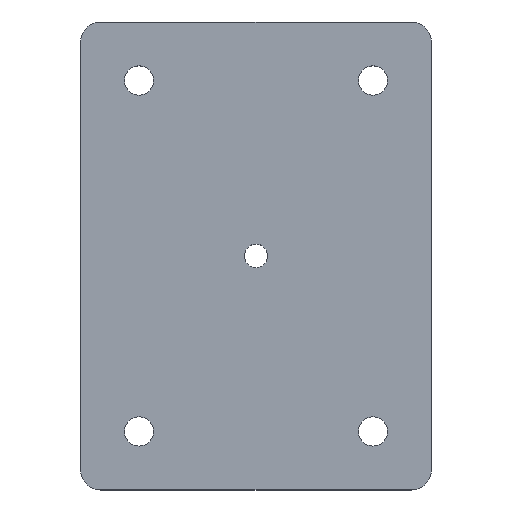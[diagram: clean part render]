
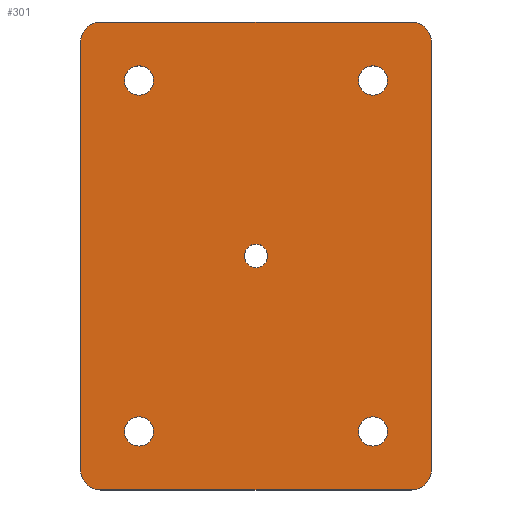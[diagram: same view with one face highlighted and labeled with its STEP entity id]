
A CAD part, top view. The second image highlights one B-rep face of the part: STEP entity #301.
In plain terms, the highlighted planar face has unit normal (0, 0, 1).
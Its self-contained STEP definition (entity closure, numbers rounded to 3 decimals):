
#24=FACE_BOUND('',#70,.T.);
#25=FACE_BOUND('',#71,.T.);
#26=FACE_BOUND('',#72,.T.);
#27=FACE_BOUND('',#73,.T.);
#28=FACE_BOUND('',#74,.T.);
#34=PLANE('',#349);
#49=FACE_OUTER_BOUND('',#69,.T.);
#69=EDGE_LOOP('',(#265,#266,#267,#268,#269,#270,#271,#272));
#70=EDGE_LOOP('',(#273));
#71=EDGE_LOOP('',(#274));
#72=EDGE_LOOP('',(#275));
#73=EDGE_LOOP('',(#276));
#74=EDGE_LOOP('',(#277));
#79=LINE('',#460,#100);
#85=LINE('',#490,#106);
#88=LINE('',#498,#109);
#95=LINE('',#524,#116);
#100=VECTOR('',#367,10.);
#106=VECTOR('',#397,10.);
#109=VECTOR('',#406,10.);
#116=VECTOR('',#439,10.);
#117=CIRCLE('',#318,3.5);
#127=CIRCLE('',#331,3.5);
#128=CIRCLE('',#334,3.5);
#129=CIRCLE('',#337,3.5);
#130=CIRCLE('',#339,2.5);
#131=CIRCLE('',#341,2.5);
#132=CIRCLE('',#343,2.5);
#133=CIRCLE('',#345,2.);
#134=CIRCLE('',#347,2.5);
#135=VERTEX_POINT('',#447);
#136=VERTEX_POINT('',#448);
#140=VERTEX_POINT('',#458);
#151=VERTEX_POINT('',#484);
#152=VERTEX_POINT('',#488);
#153=VERTEX_POINT('',#492);
#154=VERTEX_POINT('',#496);
#155=VERTEX_POINT('',#500);
#156=VERTEX_POINT('',#504);
#157=VERTEX_POINT('',#508);
#158=VERTEX_POINT('',#512);
#159=VERTEX_POINT('',#516);
#160=VERTEX_POINT('',#520);
#161=EDGE_CURVE('',#135,#136,#117,.T.);
#167=EDGE_CURVE('',#135,#140,#79,.T.);
#179=EDGE_CURVE('',#151,#140,#127,.T.);
#182=EDGE_CURVE('',#151,#152,#85,.T.);
#183=EDGE_CURVE('',#153,#152,#128,.T.);
#186=EDGE_CURVE('',#153,#154,#88,.T.);
#187=EDGE_CURVE('',#155,#154,#129,.T.);
#189=EDGE_CURVE('',#156,#156,#130,.T.);
#191=EDGE_CURVE('',#157,#157,#131,.T.);
#193=EDGE_CURVE('',#158,#158,#132,.T.);
#195=EDGE_CURVE('',#159,#159,#133,.T.);
#197=EDGE_CURVE('',#160,#160,#134,.T.);
#199=EDGE_CURVE('',#155,#136,#95,.T.);
#265=ORIENTED_EDGE('',*,*,#161,.F.);
#266=ORIENTED_EDGE('',*,*,#167,.T.);
#267=ORIENTED_EDGE('',*,*,#179,.F.);
#268=ORIENTED_EDGE('',*,*,#182,.T.);
#269=ORIENTED_EDGE('',*,*,#183,.F.);
#270=ORIENTED_EDGE('',*,*,#186,.T.);
#271=ORIENTED_EDGE('',*,*,#187,.F.);
#272=ORIENTED_EDGE('',*,*,#199,.T.);
#273=ORIENTED_EDGE('',*,*,#197,.T.);
#274=ORIENTED_EDGE('',*,*,#195,.T.);
#275=ORIENTED_EDGE('',*,*,#193,.T.);
#276=ORIENTED_EDGE('',*,*,#191,.T.);
#277=ORIENTED_EDGE('',*,*,#189,.T.);
#301=ADVANCED_FACE('',(#49,#24,#25,#26,#27,#28),#34,.T.);
#318=AXIS2_PLACEMENT_3D('',#449,#357,#358);
#331=AXIS2_PLACEMENT_3D('',#485,#391,#392);
#334=AXIS2_PLACEMENT_3D('',#493,#400,#401);
#337=AXIS2_PLACEMENT_3D('',#501,#409,#410);
#339=AXIS2_PLACEMENT_3D('',#505,#414,#415);
#341=AXIS2_PLACEMENT_3D('',#509,#419,#420);
#343=AXIS2_PLACEMENT_3D('',#513,#424,#425);
#345=AXIS2_PLACEMENT_3D('',#517,#429,#430);
#347=AXIS2_PLACEMENT_3D('',#521,#434,#435);
#349=AXIS2_PLACEMENT_3D('',#525,#440,#441);
#357=DIRECTION('center_axis',(0.,0.,
-1.));
#358=DIRECTION('ref_axis',(-0.707,0.707,0.));
#367=DIRECTION('',(0.,-1.,0.));
#391=DIRECTION('center_axis',(0.,0.,
-1.));
#392=DIRECTION('ref_axis',(-0.707,-0.707,0.));
#397=DIRECTION('',(1.,0.,0.));
#400=DIRECTION('center_axis',(0.,0.,
-1.));
#401=DIRECTION('ref_axis',(0.707,-0.707,0.));
#406=DIRECTION('',(0.,1.,0.));
#409=DIRECTION('center_axis',(0.,0.,
-1.));
#410=DIRECTION('ref_axis',(0.707,0.707,0.));
#414=DIRECTION('center_axis',(0.,0.,
-1.));
#415=DIRECTION('ref_axis',(-1.,0.,0.));
#419=DIRECTION('center_axis',(0.,0.,
-1.));
#420=DIRECTION('ref_axis',(-1.,0.,0.));
#424=DIRECTION('center_axis',(0.,0.,
-1.));
#425=DIRECTION('ref_axis',(-1.,0.,0.));
#429=DIRECTION('center_axis',(0.,0.,
-1.));
#430=DIRECTION('ref_axis',(-1.,0.,0.));
#434=DIRECTION('center_axis',(0.,0.,
-1.));
#435=DIRECTION('ref_axis',(-1.,0.,0.));
#439=DIRECTION('',(-1.,0.,0.));
#440=DIRECTION('center_axis',(0.,0.,
1.));
#441=DIRECTION('ref_axis',(-1.,0.,0.));
#447=CARTESIAN_POINT('',(-38.,21.5,6.));
#448=CARTESIAN_POINT('',(-34.5,25.,6.));
#449=CARTESIAN_POINT('Origin',(-34.5,21.5,6.));
#458=CARTESIAN_POINT('',(-38.,-51.5,6.));
#460=CARTESIAN_POINT('',(-38.,25.,6.));
#484=CARTESIAN_POINT('',(-34.5,-55.,6.));
#485=CARTESIAN_POINT('Origin',(-34.5,-51.5,6.));
#488=CARTESIAN_POINT('',(18.5,-55.,6.));
#490=CARTESIAN_POINT('',(-38.,-55.,6.));
#492=CARTESIAN_POINT('',(22.,-51.5,6.));
#493=CARTESIAN_POINT('Origin',(18.5,-51.5,6.));
#496=CARTESIAN_POINT('',(22.,21.5,6.));
#498=CARTESIAN_POINT('',(22.,-55.,6.));
#500=CARTESIAN_POINT('',(18.5,25.,6.));
#501=CARTESIAN_POINT('Origin',(18.5,21.5,6.));
#504=CARTESIAN_POINT('',(14.5,15.,6.));
#505=CARTESIAN_POINT('Origin',(12.,15.,6.));
#508=CARTESIAN_POINT('',(14.5,-45.,6.));
#509=CARTESIAN_POINT('Origin',(12.,-45.,6.));
#512=CARTESIAN_POINT('',(-25.5,15.,6.));
#513=CARTESIAN_POINT('Origin',(-28.,15.,6.));
#516=CARTESIAN_POINT('',(-6.,-15.,6.));
#517=CARTESIAN_POINT('Origin',(-8.,-15.,6.));
#520=CARTESIAN_POINT('',(-25.5,-45.,6.));
#521=CARTESIAN_POINT('Origin',(-28.,-45.,6.));
#524=CARTESIAN_POINT('',(22.,25.,6.));
#525=CARTESIAN_POINT('Origin',(-8.,-15.,6.));
